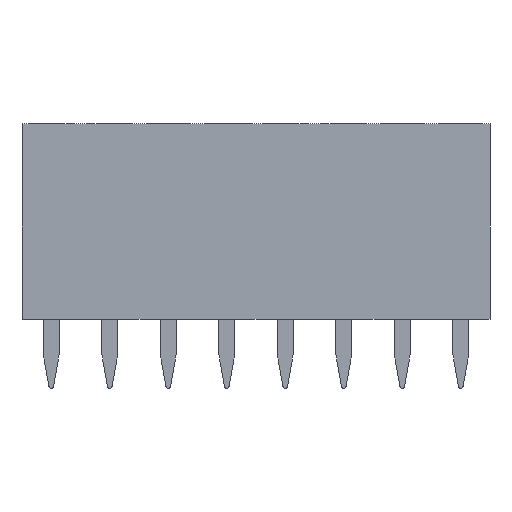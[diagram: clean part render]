
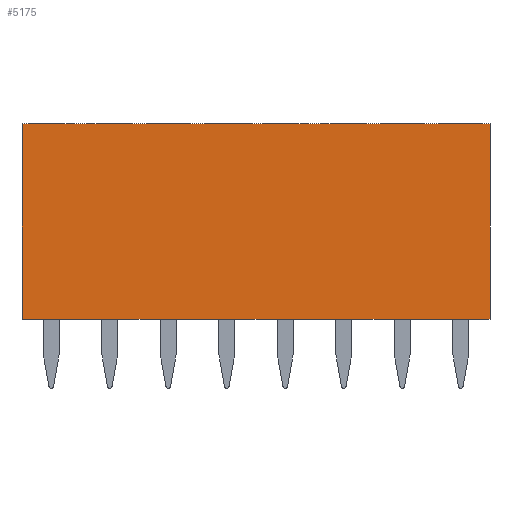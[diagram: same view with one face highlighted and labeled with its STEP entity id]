
A CAD part, left-side view. The second image highlights one B-rep face of the part: STEP entity #5175.
In plain terms, the highlighted planar face has unit normal (-1, 0, 0).
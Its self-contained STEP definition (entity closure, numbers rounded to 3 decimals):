
#3960 = VERTEX_POINT('',#3961);
#3961 = CARTESIAN_POINT('',(-1.27,1.27,8.5));
#3970 = PLANE('',#3971);
#3971 = AXIS2_PLACEMENT_3D('',#3972,#3973,#3974);
#3972 = CARTESIAN_POINT('',(0.,-8.89,8.5));
#3973 = DIRECTION('',(0.,0.,1.));
#3974 = DIRECTION('',(1.,0.,0.));
#3982 = PLANE('',#3983);
#3983 = AXIS2_PLACEMENT_3D('',#3984,#3985,#3986);
#3984 = CARTESIAN_POINT('',(-1.27,1.27,0.));
#3985 = DIRECTION('',(0.,1.,0.));
#3986 = DIRECTION('',(1.,0.,0.));
#3994 = EDGE_CURVE('',#3995,#3960,#3997,.T.);
#3995 = VERTEX_POINT('',#3996);
#3996 = CARTESIAN_POINT('',(-1.27,-19.05,8.5));
#3997 = SURFACE_CURVE('',#3998,(#4002,#4009),.PCURVE_S1.);
#3998 = LINE('',#3999,#4000);
#3999 = CARTESIAN_POINT('',(-1.27,-19.05,8.5));
#4000 = VECTOR('',#4001,1.);
#4001 = DIRECTION('',(0.,1.,0.));
#4002 = PCURVE('',#3970,#4003);
#4003 = DEFINITIONAL_REPRESENTATION('',(#4004),#4008);
#4004 = LINE('',#4005,#4006);
#4005 = CARTESIAN_POINT('',(-1.27,-10.16));
#4006 = VECTOR('',#4007,1.);
#4007 = DIRECTION('',(0.,1.));
#4008 = ( GEOMETRIC_REPRESENTATION_CONTEXT(2) 
PARAMETRIC_REPRESENTATION_CONTEXT() REPRESENTATION_CONTEXT('2D SPACE',''
  ) );
#4009 = PCURVE('',#4010,#4015);
#4010 = PLANE('',#4011);
#4011 = AXIS2_PLACEMENT_3D('',#4012,#4013,#4014);
#4012 = CARTESIAN_POINT('',(-1.27,-19.05,0.));
#4013 = DIRECTION('',(-1.,0.,0.));
#4014 = DIRECTION('',(0.,1.,0.));
#4015 = DEFINITIONAL_REPRESENTATION('',(#4016),#4020);
#4016 = LINE('',#4017,#4018);
#4017 = CARTESIAN_POINT('',(0.,-8.5));
#4018 = VECTOR('',#4019,1.);
#4019 = DIRECTION('',(1.,0.));
#4020 = ( GEOMETRIC_REPRESENTATION_CONTEXT(2) 
PARAMETRIC_REPRESENTATION_CONTEXT() REPRESENTATION_CONTEXT('2D SPACE',''
  ) );
#4038 = PLANE('',#4039);
#4039 = AXIS2_PLACEMENT_3D('',#4040,#4041,#4042);
#4040 = CARTESIAN_POINT('',(1.27,-19.05,0.));
#4041 = DIRECTION('',(0.,-1.,0.));
#4042 = DIRECTION('',(-1.,0.,0.));
#4992 = VERTEX_POINT('',#4993);
#4993 = CARTESIAN_POINT('',(-1.27,1.27,0.));
#5009 = PLANE('',#5010);
#5010 = AXIS2_PLACEMENT_3D('',#5011,#5012,#5013);
#5011 = CARTESIAN_POINT('',(0.,-8.89,0.));
#5012 = DIRECTION('',(0.,0.,1.));
#5013 = DIRECTION('',(1.,0.,0.));
#5021 = EDGE_CURVE('',#4992,#3960,#5022,.T.);
#5022 = SURFACE_CURVE('',#5023,(#5027,#5034),.PCURVE_S1.);
#5023 = LINE('',#5024,#5025);
#5024 = CARTESIAN_POINT('',(-1.27,1.27,0.));
#5025 = VECTOR('',#5026,1.);
#5026 = DIRECTION('',(0.,0.,1.));
#5027 = PCURVE('',#3982,#5028);
#5028 = DEFINITIONAL_REPRESENTATION('',(#5029),#5033);
#5029 = LINE('',#5030,#5031);
#5030 = CARTESIAN_POINT('',(0.,0.));
#5031 = VECTOR('',#5032,1.);
#5032 = DIRECTION('',(0.,-1.));
#5033 = ( GEOMETRIC_REPRESENTATION_CONTEXT(2) 
PARAMETRIC_REPRESENTATION_CONTEXT() REPRESENTATION_CONTEXT('2D SPACE',''
  ) );
#5034 = PCURVE('',#4010,#5035);
#5035 = DEFINITIONAL_REPRESENTATION('',(#5036),#5040);
#5036 = LINE('',#5037,#5038);
#5037 = CARTESIAN_POINT('',(20.32,0.));
#5038 = VECTOR('',#5039,1.);
#5039 = DIRECTION('',(0.,-1.));
#5040 = ( GEOMETRIC_REPRESENTATION_CONTEXT(2) 
PARAMETRIC_REPRESENTATION_CONTEXT() REPRESENTATION_CONTEXT('2D SPACE',''
  ) );
#5175 = ADVANCED_FACE('',(#5176),#4010,.T.);
#5176 = FACE_BOUND('',#5177,.T.);
#5177 = EDGE_LOOP('',(#5178,#5201,#5202,#5203));
#5178 = ORIENTED_EDGE('',*,*,#5179,.T.);
#5179 = EDGE_CURVE('',#5180,#3995,#5182,.T.);
#5180 = VERTEX_POINT('',#5181);
#5181 = CARTESIAN_POINT('',(-1.27,-19.05,0.));
#5182 = SURFACE_CURVE('',#5183,(#5187,#5194),.PCURVE_S1.);
#5183 = LINE('',#5184,#5185);
#5184 = CARTESIAN_POINT('',(-1.27,-19.05,0.));
#5185 = VECTOR('',#5186,1.);
#5186 = DIRECTION('',(0.,0.,1.));
#5187 = PCURVE('',#4010,#5188);
#5188 = DEFINITIONAL_REPRESENTATION('',(#5189),#5193);
#5189 = LINE('',#5190,#5191);
#5190 = CARTESIAN_POINT('',(0.,0.));
#5191 = VECTOR('',#5192,1.);
#5192 = DIRECTION('',(0.,-1.));
#5193 = ( GEOMETRIC_REPRESENTATION_CONTEXT(2) 
PARAMETRIC_REPRESENTATION_CONTEXT() REPRESENTATION_CONTEXT('2D SPACE',''
  ) );
#5194 = PCURVE('',#4038,#5195);
#5195 = DEFINITIONAL_REPRESENTATION('',(#5196),#5200);
#5196 = LINE('',#5197,#5198);
#5197 = CARTESIAN_POINT('',(2.54,0.));
#5198 = VECTOR('',#5199,1.);
#5199 = DIRECTION('',(0.,-1.));
#5200 = ( GEOMETRIC_REPRESENTATION_CONTEXT(2) 
PARAMETRIC_REPRESENTATION_CONTEXT() REPRESENTATION_CONTEXT('2D SPACE',''
  ) );
#5201 = ORIENTED_EDGE('',*,*,#3994,.T.);
#5202 = ORIENTED_EDGE('',*,*,#5021,.F.);
#5203 = ORIENTED_EDGE('',*,*,#5204,.F.);
#5204 = EDGE_CURVE('',#5180,#4992,#5205,.T.);
#5205 = SURFACE_CURVE('',#5206,(#5210,#5217),.PCURVE_S1.);
#5206 = LINE('',#5207,#5208);
#5207 = CARTESIAN_POINT('',(-1.27,-19.05,0.));
#5208 = VECTOR('',#5209,1.);
#5209 = DIRECTION('',(0.,1.,0.));
#5210 = PCURVE('',#4010,#5211);
#5211 = DEFINITIONAL_REPRESENTATION('',(#5212),#5216);
#5212 = LINE('',#5213,#5214);
#5213 = CARTESIAN_POINT('',(0.,0.));
#5214 = VECTOR('',#5215,1.);
#5215 = DIRECTION('',(1.,0.));
#5216 = ( GEOMETRIC_REPRESENTATION_CONTEXT(2) 
PARAMETRIC_REPRESENTATION_CONTEXT() REPRESENTATION_CONTEXT('2D SPACE',''
  ) );
#5217 = PCURVE('',#5009,#5218);
#5218 = DEFINITIONAL_REPRESENTATION('',(#5219),#5223);
#5219 = LINE('',#5220,#5221);
#5220 = CARTESIAN_POINT('',(-1.27,-10.16));
#5221 = VECTOR('',#5222,1.);
#5222 = DIRECTION('',(0.,1.));
#5223 = ( GEOMETRIC_REPRESENTATION_CONTEXT(2) 
PARAMETRIC_REPRESENTATION_CONTEXT() REPRESENTATION_CONTEXT('2D SPACE',''
  ) );
